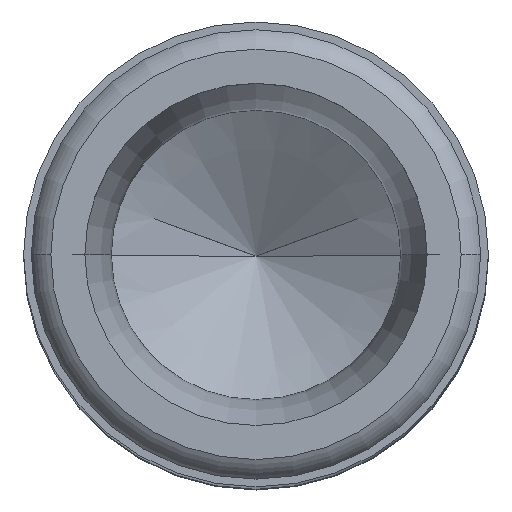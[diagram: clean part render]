
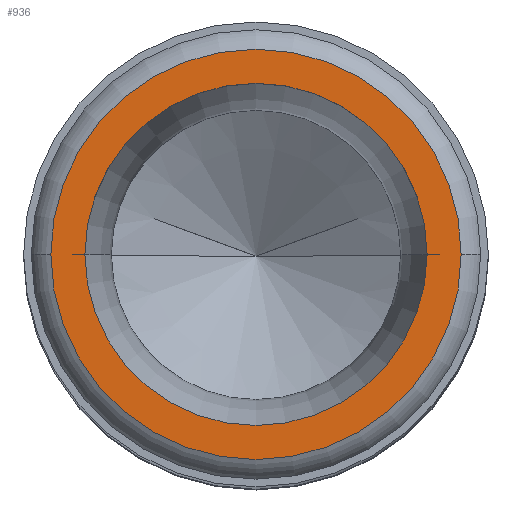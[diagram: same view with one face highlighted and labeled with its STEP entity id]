
A CAD part, top view. The second image highlights one B-rep face of the part: STEP entity #936.
In plain terms, the highlighted planar face has unit normal (0, 0, 1).
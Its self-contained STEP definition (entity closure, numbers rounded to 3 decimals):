
#247=CARTESIAN_POINT('',(0.,0.,12.263));
#248=DIRECTION('',(0.,0.,-1.));
#249=DIRECTION('',(1.,0.,0.));
#250=AXIS2_PLACEMENT_3D('',#247,#248,#249);
#257=CARTESIAN_POINT('',(0.,0.,12.263));
#258=DIRECTION('',(0.,0.,1.));
#259=DIRECTION('',(1.,0.,0.));
#260=AXIS2_PLACEMENT_3D('',#257,#258,#259);
#267=CARTESIAN_POINT('',(0.,0.,12.263));
#268=DIRECTION('',(0.,0.,-1.));
#269=DIRECTION('',(1.,0.,0.));
#270=AXIS2_PLACEMENT_3D('',#267,#268,#269);
#272=CARTESIAN_POINT('',(0.,0.,12.263));
#273=DIRECTION('',(0.,0.,1.));
#274=DIRECTION('',(1.,0.,0.));
#275=AXIS2_PLACEMENT_3D('',#272,#273,#274);
#528=CARTESIAN_POINT('',(2.209,0.,12.263));
#529=VERTEX_POINT('',#528);
#530=CARTESIAN_POINT('',(2.648,0.,12.263));
#532=VERTEX_POINT('',#530);
#555=CARTESIAN_POINT('',(-2.209,0.,12.263));
#556=VERTEX_POINT('',#555);
#557=CARTESIAN_POINT('',(-2.648,0.,12.263));
#559=VERTEX_POINT('',#557);
#921=CARTESIAN_POINT('',(0.,0.,12.263));
#922=DIRECTION('',(0.,0.,-1.));
#923=DIRECTION('',(1.,0.,0.));
#924=AXIS2_PLACEMENT_3D('',#921,#922,#923);
#925=PLANE('',#924);
#926=ORIENTED_EDGE('',*,*,#914,.F.);
#927=ORIENTED_EDGE('',*,*,#903,.T.);
#928=EDGE_LOOP('',(#926,#927));
#929=FACE_OUTER_BOUND('',#928,.F.);
#931=ORIENTED_EDGE('',*,*,#930,.F.);
#933=ORIENTED_EDGE('',*,*,#932,.T.);
#934=EDGE_LOOP('',(#931,#933));
#935=FACE_BOUND('',#934,.F.);
#936=ADVANCED_FACE('',(#929,#935),#925,.F.);
#251=CIRCLE('',#250,2.648);
#261=CIRCLE('',#260,2.648);
#271=CIRCLE('',#270,2.209);
#276=CIRCLE('',#275,2.209);
#903=EDGE_CURVE('',#532,#559,#251,.T.);
#914=EDGE_CURVE('',#532,#559,#261,.T.);
#930=EDGE_CURVE('',#529,#556,#271,.T.);
#932=EDGE_CURVE('',#529,#556,#276,.T.);
